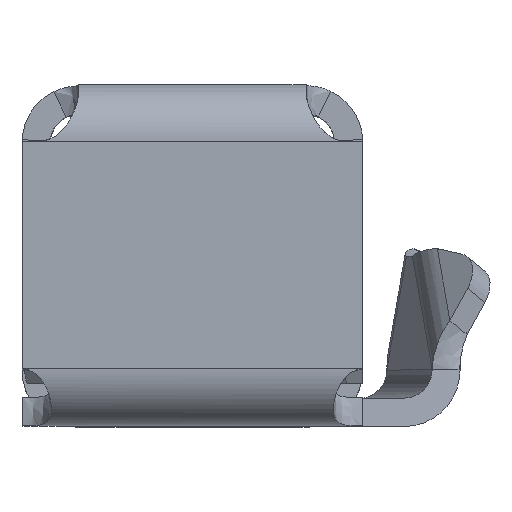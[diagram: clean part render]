
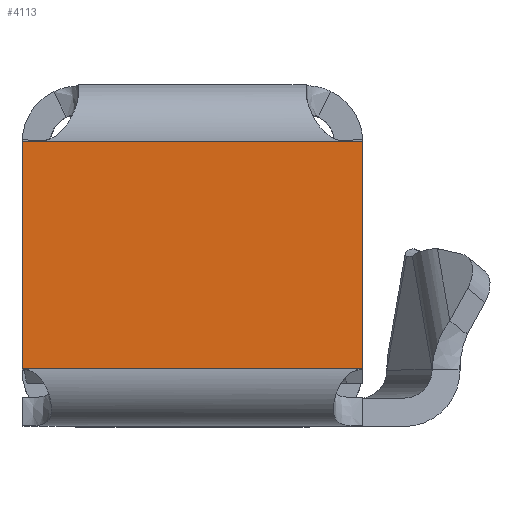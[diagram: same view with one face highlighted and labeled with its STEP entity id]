
A CAD part, top view. The second image highlights one B-rep face of the part: STEP entity #4113.
In plain terms, the highlighted planar face has unit normal (0, 0, 1).
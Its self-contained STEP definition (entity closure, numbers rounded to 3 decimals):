
#411=FACE_OUTER_BOUND('',#640,.T.);
#640=EDGE_LOOP('',(#2629,#2630,#2631,#2632,#2633,#2634));
#869=LINE('',#5937,#1233);
#872=LINE('',#5942,#1236);
#883=LINE('',#6120,#1247);
#886=LINE('',#6169,#1250);
#887=LINE('',#6172,#1251);
#888=LINE('',#6173,#1252);
#1233=VECTOR('',#4753,0.15);
#1236=VECTOR('',#4758,2.002);
#1247=VECTOR('',#4793,3.);
#1250=VECTOR('',#4798,2.002);
#1251=VECTOR('',#4801,0.15);
#1252=VECTOR('',#4802,2.7);
#1596=VERTEX_POINT('',#5934);
#1597=VERTEX_POINT('',#5936);
#1598=VERTEX_POINT('',#5940);
#1607=VERTEX_POINT('',#6100);
#1608=VERTEX_POINT('',#6167);
#1609=VERTEX_POINT('',#6171);
#1968=EDGE_CURVE('',#1596,#1597,#869,.T.);
#1971=EDGE_CURVE('',#1598,#1596,#872,.T.);
#1990=EDGE_CURVE('',#1607,#1598,#883,.T.);
#1993=EDGE_CURVE('',#1607,#1608,#886,.T.);
#1994=EDGE_CURVE('',#1608,#1609,#887,.T.);
#1995=EDGE_CURVE('',#1609,#1597,#888,.T.);
#2629=ORIENTED_EDGE('',*,*,#1994,.T.);
#2630=ORIENTED_EDGE('',*,*,#1995,.T.);
#2631=ORIENTED_EDGE('',*,*,#1968,.F.);
#2632=ORIENTED_EDGE('',*,*,#1971,.F.);
#2633=ORIENTED_EDGE('',*,*,#1990,.F.);
#2634=ORIENTED_EDGE('',*,*,#1993,.T.);
#3784=PLANE('',#4346);
#4113=ADVANCED_FACE('',(#411),#3784,.T.);
#4346=AXIS2_PLACEMENT_3D('',#6170,#4799,#4800);
#4753=DIRECTION('',(1.,0.,0.));
#4758=DIRECTION('',(0.,1.,0.));
#4793=DIRECTION('',(-1.,0.,0.));
#4798=DIRECTION('',(0.,1.,0.));
#4799=DIRECTION('center_axis',(0.,0.,1.));
#4800=DIRECTION('ref_axis',(1.,0.,0.));
#4801=DIRECTION('',(-1.,0.,0.));
#4802=DIRECTION('',(-1.,0.,0.));
#5934=CARTESIAN_POINT('',(-1.5,-0.248,9.498));
#5936=CARTESIAN_POINT('',(-1.35,-0.248,9.498));
#5937=CARTESIAN_POINT('',(-1.5,-0.248,9.498));
#5940=CARTESIAN_POINT('',(-1.5,-2.251,9.498));
#5942=CARTESIAN_POINT('',(-1.5,-2.251,9.498));
#6100=CARTESIAN_POINT('',(1.5,-2.251,9.498));
#6120=CARTESIAN_POINT('',(1.5,-2.251,9.498));
#6167=CARTESIAN_POINT('',(1.5,-0.248,9.498));
#6169=CARTESIAN_POINT('',(1.5,-2.251,9.498));
#6170=CARTESIAN_POINT('Origin',(0.,-2.251,9.498));
#6171=CARTESIAN_POINT('',(1.35,-0.248,9.498));
#6172=CARTESIAN_POINT('',(1.35,-0.248,9.498));
#6173=CARTESIAN_POINT('',(1.35,-0.248,9.498));
